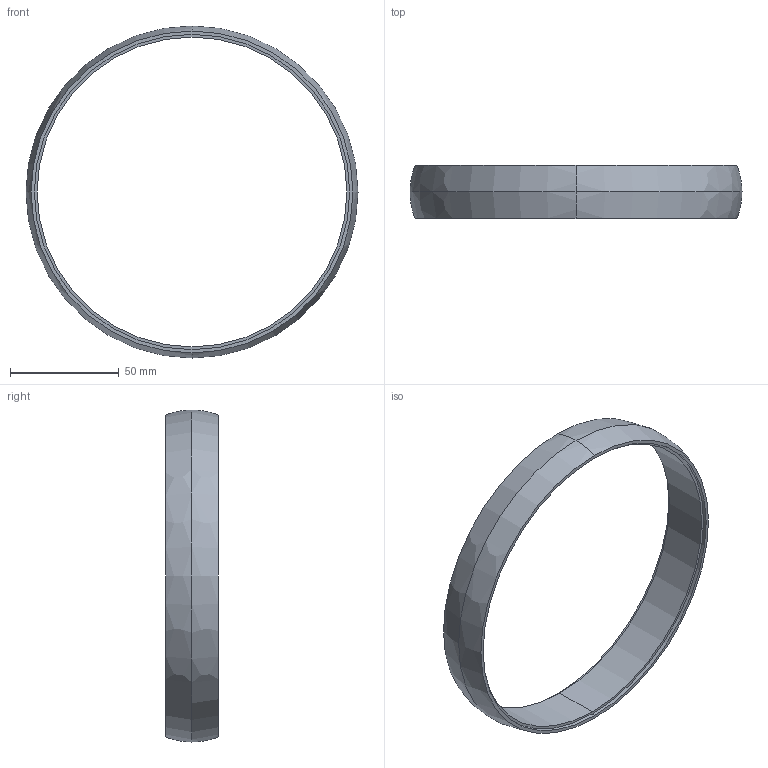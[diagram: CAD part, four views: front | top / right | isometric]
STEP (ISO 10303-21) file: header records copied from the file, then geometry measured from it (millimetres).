
FILE_DESCRIPTION (( 'STEP AP203' ), '1' );
FILE_NAME ('tire_Default_sldprt.STEP', '2017-04-19T20:13:31', ( '' ), ( '' ), 'SwSTEP 2.0', 'SolidWorks 2016', '' );
FILE_SCHEMA (( 'CONFIG_CONTROL_DESIGN' ));
Length unit declared in the file: inch
Products named in the file (1): tire_Default_sldprt
Bounding box: 152.4 x 24.26 x 152.4 mm (x, y, z)
Volume: 46340.9 mm3; surface area: 25163.9 mm2
Topology: 1 solids, 1 shells, 14 faces, 28 edges, 18 vertices
Faces by surface type: cylinder 6, bspline 4, plane 4
Entity records: 505 total; most frequent: CARTESIAN_POINT 121, DIRECTION 72, ORIENTED_EDGE 56, AXIS2_PLACEMENT_3D 33, EDGE_CURVE 28, CIRCLE 22, EDGE_LOOP 18, VERTEX_POINT 18
